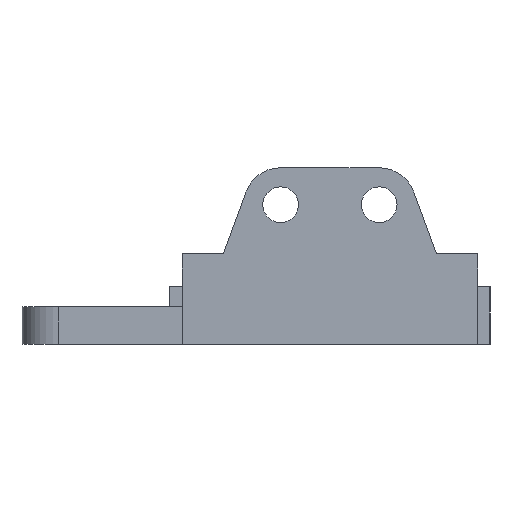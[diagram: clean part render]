
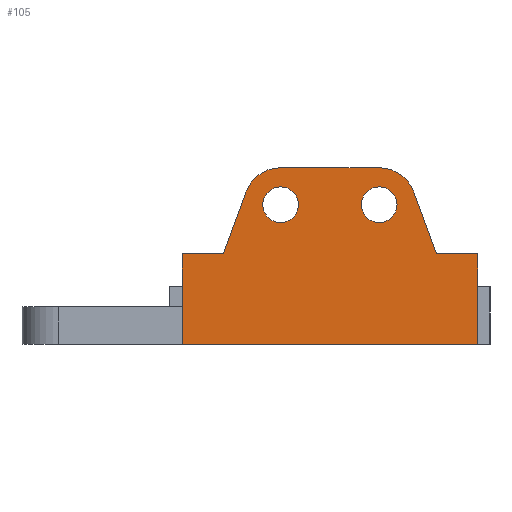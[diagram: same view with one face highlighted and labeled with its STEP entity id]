
A CAD part, front view. The second image highlights one B-rep face of the part: STEP entity #105.
In plain terms, the highlighted planar face has unit normal (0, -1, 0).
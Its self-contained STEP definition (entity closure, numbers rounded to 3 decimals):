
#21 = EDGE_CURVE('',#22,#24,#26,.T.);
#22 = VERTEX_POINT('',#23);
#23 = CARTESIAN_POINT('',(-54.,-25.5,0.));
#24 = VERTEX_POINT('',#25);
#25 = CARTESIAN_POINT('',(-54.,-25.5,11.));
#26 = LINE('',#27,#28);
#27 = CARTESIAN_POINT('',(-54.,-25.5,0.));
#28 = VECTOR('',#29,1.);
#29 = DIRECTION('',(0.,0.,1.));
#105 = ADVANCED_FACE('',(#106,#181,#192),#203,.T.);
#106 = FACE_BOUND('',#107,.F.);
#107 = EDGE_LOOP('',(#108,#109,#117,#125,#134,#142,#151,#159,#167,#175)
  );
#108 = ORIENTED_EDGE('',*,*,#21,.T.);
#109 = ORIENTED_EDGE('',*,*,#110,.T.);
#110 = EDGE_CURVE('',#24,#111,#113,.T.);
#111 = VERTEX_POINT('',#112);
#112 = CARTESIAN_POINT('',(-48.973,-25.5,11.));
#113 = LINE('',#114,#115);
#114 = CARTESIAN_POINT('',(-54.,-25.5,11.));
#115 = VECTOR('',#116,1.);
#116 = DIRECTION('',(1.,0.,0.));
#117 = ORIENTED_EDGE('',*,*,#118,.F.);
#118 = EDGE_CURVE('',#119,#111,#121,.T.);
#119 = VERTEX_POINT('',#120);
#120 = CARTESIAN_POINT('',(-46.229,-25.5,18.539));
#121 = LINE('',#122,#123);
#122 = CARTESIAN_POINT('',(-46.229,-25.5,18.539));
#123 = VECTOR('',#124,1.);
#124 = DIRECTION('',(-0.342,0.,-0.94));
#125 = ORIENTED_EDGE('',*,*,#126,.T.);
#126 = EDGE_CURVE('',#119,#127,#129,.T.);
#127 = VERTEX_POINT('',#128);
#128 = CARTESIAN_POINT('',(-42.,-25.5,21.5));
#129 = CIRCLE('',#130,4.5);
#130 = AXIS2_PLACEMENT_3D('',#131,#132,#133);
#131 = CARTESIAN_POINT('',(-42.,-25.5,17.));
#132 = DIRECTION('',(0.,1.,-0.));
#133 = DIRECTION('',(-1.,0.,-0.));
#134 = ORIENTED_EDGE('',*,*,#135,.F.);
#135 = EDGE_CURVE('',#136,#127,#138,.T.);
#136 = VERTEX_POINT('',#137);
#137 = CARTESIAN_POINT('',(-30.,-25.5,21.5));
#138 = LINE('',#139,#140);
#139 = CARTESIAN_POINT('',(-30.,-25.5,21.5));
#140 = VECTOR('',#141,1.);
#141 = DIRECTION('',(-1.,0.,-0.));
#142 = ORIENTED_EDGE('',*,*,#143,.T.);
#143 = EDGE_CURVE('',#136,#144,#146,.T.);
#144 = VERTEX_POINT('',#145);
#145 = CARTESIAN_POINT('',(-25.771,-25.5,18.539));
#146 = CIRCLE('',#147,4.5);
#147 = AXIS2_PLACEMENT_3D('',#148,#149,#150);
#148 = CARTESIAN_POINT('',(-30.,-25.5,17.));
#149 = DIRECTION('',(0.,1.,-0.));
#150 = DIRECTION('',(-1.,0.,-0.));
#151 = ORIENTED_EDGE('',*,*,#152,.T.);
#152 = EDGE_CURVE('',#144,#153,#155,.T.);
#153 = VERTEX_POINT('',#154);
#154 = CARTESIAN_POINT('',(-23.027,-25.5,11.));
#155 = LINE('',#156,#157);
#156 = CARTESIAN_POINT('',(-25.771,-25.5,18.539));
#157 = VECTOR('',#158,1.);
#158 = DIRECTION('',(0.342,0.,-0.94));
#159 = ORIENTED_EDGE('',*,*,#160,.T.);
#160 = EDGE_CURVE('',#153,#161,#163,.T.);
#161 = VERTEX_POINT('',#162);
#162 = CARTESIAN_POINT('',(-18.,-25.5,11.));
#163 = LINE('',#164,#165);
#164 = CARTESIAN_POINT('',(-54.,-25.5,11.));
#165 = VECTOR('',#166,1.);
#166 = DIRECTION('',(1.,0.,0.));
#167 = ORIENTED_EDGE('',*,*,#168,.F.);
#168 = EDGE_CURVE('',#169,#161,#171,.T.);
#169 = VERTEX_POINT('',#170);
#170 = CARTESIAN_POINT('',(-18.,-25.5,0.));
#171 = LINE('',#172,#173);
#172 = CARTESIAN_POINT('',(-18.,-25.5,0.));
#173 = VECTOR('',#174,1.);
#174 = DIRECTION('',(0.,0.,1.));
#175 = ORIENTED_EDGE('',*,*,#176,.F.);
#176 = EDGE_CURVE('',#22,#169,#177,.T.);
#177 = LINE('',#178,#179);
#178 = CARTESIAN_POINT('',(-54.,-25.5,0.));
#179 = VECTOR('',#180,1.);
#180 = DIRECTION('',(1.,0.,0.));
#181 = FACE_BOUND('',#182,.F.);
#182 = EDGE_LOOP('',(#183));
#183 = ORIENTED_EDGE('',*,*,#184,.F.);
#184 = EDGE_CURVE('',#185,#185,#187,.T.);
#185 = VERTEX_POINT('',#186);
#186 = CARTESIAN_POINT('',(-44.175,-25.5,17.));
#187 = CIRCLE('',#188,2.175);
#188 = AXIS2_PLACEMENT_3D('',#189,#190,#191);
#189 = CARTESIAN_POINT('',(-42.,-25.5,17.));
#190 = DIRECTION('',(0.,1.,-0.));
#191 = DIRECTION('',(-1.,0.,-0.));
#192 = FACE_BOUND('',#193,.F.);
#193 = EDGE_LOOP('',(#194));
#194 = ORIENTED_EDGE('',*,*,#195,.F.);
#195 = EDGE_CURVE('',#196,#196,#198,.T.);
#196 = VERTEX_POINT('',#197);
#197 = CARTESIAN_POINT('',(-32.175,-25.5,17.));
#198 = CIRCLE('',#199,2.175);
#199 = AXIS2_PLACEMENT_3D('',#200,#201,#202);
#200 = CARTESIAN_POINT('',(-30.,-25.5,17.));
#201 = DIRECTION('',(0.,1.,-0.));
#202 = DIRECTION('',(-1.,0.,-0.));
#203 = PLANE('',#204);
#204 = AXIS2_PLACEMENT_3D('',#205,#206,#207);
#205 = CARTESIAN_POINT('',(-36.,-25.5,8.872));
#206 = DIRECTION('',(0.,-1.,0.));
#207 = DIRECTION('',(0.,0.,1.));
